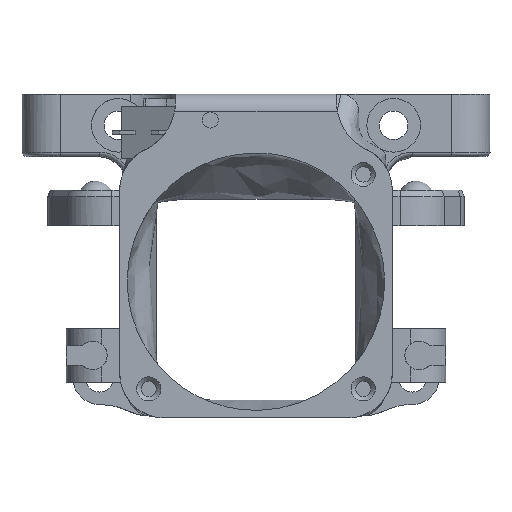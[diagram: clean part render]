
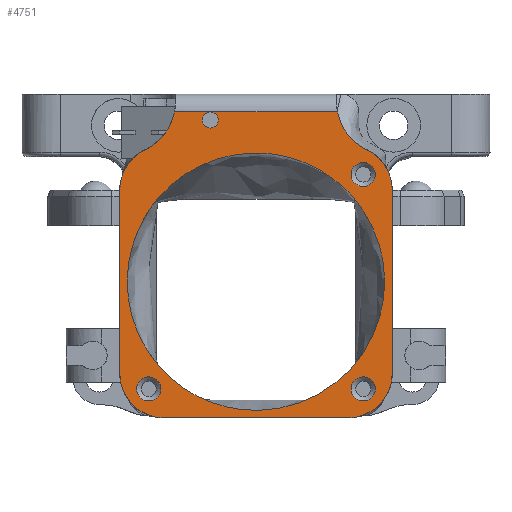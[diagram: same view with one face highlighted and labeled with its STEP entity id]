
A CAD part, front view. The second image highlights one B-rep face of the part: STEP entity #4751.
In plain terms, the highlighted planar face has unit normal (0, -1, 0).
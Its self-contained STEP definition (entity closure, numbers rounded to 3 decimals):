
#155=B_SPLINE_CURVE_WITH_KNOTS('',3,(#9343,#9344,#9345,#9346,#9347,#9348,
#9349,#9350),.UNSPECIFIED.,.F.,.F.,(4,1,2,1,4),(-1.,-0.7,
-0.5,-0.2,0.),.UNSPECIFIED.);
#157=B_SPLINE_CURVE_WITH_KNOTS('',3,(#9484,#9485,#9486,#9487,#9488,#9489,
#9490,#9491,#9492,#9493,#9494,#9495,#9496,#9497,#9498,#9499,#9500,#9501),
 .UNSPECIFIED.,.F.,.F.,(4,2,2,2,2,2,2,2,4),(-1.,-0.832,-0.72,
-0.584,-0.5,-0.416,-0.28,
-0.168,0.),.UNSPECIFIED.);
#328=FACE_BOUND('',#1817,.T.);
#329=FACE_BOUND('',#1818,.T.);
#330=FACE_BOUND('',#1819,.T.);
#331=FACE_BOUND('',#1820,.T.);
#332=FACE_BOUND('',#1821,.T.);
#428=LINE('',#6580,#808);
#555=LINE('',#8328,#935);
#576=LINE('',#8411,#956);
#593=LINE('',#8724,#973);
#808=VECTOR('',#5390,10.);
#935=VECTOR('',#5747,10.);
#956=VECTOR('',#5796,10.);
#973=VECTOR('',#5841,10.);
#1231=PLANE('',#5163);
#1512=FACE_OUTER_BOUND('',#1816,.T.);
#1816=EDGE_LOOP('',(#4460,#4461,#4462,#4463,#4464,#4465,#4466,#4467,#4468,
#4469));
#1817=EDGE_LOOP('',(#4470));
#1818=EDGE_LOOP('',(#4471));
#1819=EDGE_LOOP('',(#4472));
#1820=EDGE_LOOP('',(#4473,#4474));
#1821=EDGE_LOOP('',(#4475));
#1849=CIRCLE('',#4849,6.);
#1874=CIRCLE('',#4909,6.);
#1877=CIRCLE('',#4913,5.);
#1878=CIRCLE('',#4915,5.);
#1882=CIRCLE('',#4920,5.);
#1908=CIRCLE('',#4972,5.);
#1933=CIRCLE('',#5017,1.35);
#1936=CIRCLE('',#5023,1.35);
#1939=CIRCLE('',#5029,1.35);
#1985=CIRCLE('',#5148,0.9);
#2065=VERTEX_POINT('',#6572);
#2066=VERTEX_POINT('',#6579);
#2092=VERTEX_POINT('',#7002);
#2150=VERTEX_POINT('',#7293);
#2154=VERTEX_POINT('',#7303);
#2158=VERTEX_POINT('',#7611);
#2164=VERTEX_POINT('',#7624);
#2165=VERTEX_POINT('',#7626);
#2246=VERTEX_POINT('',#8326);
#2282=VERTEX_POINT('',#8569);
#2341=VERTEX_POINT('',#9334);
#2342=VERTEX_POINT('',#9342);
#2344=VERTEX_POINT('',#9507);
#2347=VERTEX_POINT('',#9518);
#2350=VERTEX_POINT('',#9529);
#2438=VERTEX_POINT('',#11558);
#2550=EDGE_CURVE('',#2065,#2066,#428,.T.);
#2579=EDGE_CURVE('',#2066,#2092,#1849,.T.);
#2666=EDGE_CURVE('',#2065,#2150,#1874,.F.);
#2671=EDGE_CURVE('',#2154,#2150,#1877,.T.);
#2677=EDGE_CURVE('',#2092,#2158,#1878,.T.);
#2684=EDGE_CURVE('',#2164,#2165,#1882,.T.);
#2782=EDGE_CURVE('',#2154,#2246,#555,.T.);
#2814=EDGE_CURVE('',#2164,#2158,#576,.T.);
#2831=EDGE_CURVE('',#2282,#2246,#1908,.T.);
#2850=EDGE_CURVE('',#2282,#2165,#593,.T.);
#2921=EDGE_CURVE('',#2342,#2341,#155,.T.);
#2923=EDGE_CURVE('',#2341,#2342,#157,.T.);
#2925=EDGE_CURVE('',#2344,#2344,#1933,.T.);
#2930=EDGE_CURVE('',#2347,#2347,#1936,.T.);
#2935=EDGE_CURVE('',#2350,#2350,#1939,.T.);
#3111=EDGE_CURVE('',#2438,#2438,#1985,.T.);
#4460=ORIENTED_EDGE('',*,*,#2550,.F.);
#4461=ORIENTED_EDGE('',*,*,#2666,.T.);
#4462=ORIENTED_EDGE('',*,*,#2671,.F.);
#4463=ORIENTED_EDGE('',*,*,#2782,.T.);
#4464=ORIENTED_EDGE('',*,*,#2831,.F.);
#4465=ORIENTED_EDGE('',*,*,#2850,.T.);
#4466=ORIENTED_EDGE('',*,*,#2684,.F.);
#4467=ORIENTED_EDGE('',*,*,#2814,.T.);
#4468=ORIENTED_EDGE('',*,*,#2677,.F.);
#4469=ORIENTED_EDGE('',*,*,#2579,.F.);
#4470=ORIENTED_EDGE('',*,*,#2935,.T.);
#4471=ORIENTED_EDGE('',*,*,#2930,.T.);
#4472=ORIENTED_EDGE('',*,*,#2925,.T.);
#4473=ORIENTED_EDGE('',*,*,#2923,.T.);
#4474=ORIENTED_EDGE('',*,*,#2921,.T.);
#4475=ORIENTED_EDGE('',*,*,#3111,.T.);
#4751=ADVANCED_FACE('',(#1512,#328,#329,#330,#331,#332),#1231,.F.);
#4849=AXIS2_PLACEMENT_3D('',#7003,#5429,#5430);
#4909=AXIS2_PLACEMENT_3D('',#7295,#5598,#5599);
#4913=AXIS2_PLACEMENT_3D('',#7305,#5608,#5609);
#4915=AXIS2_PLACEMENT_3D('',#7612,#5613,#5614);
#4920=AXIS2_PLACEMENT_3D('',#7627,#5626,#5627);
#4972=AXIS2_PLACEMENT_3D('',#8571,#5815,#5816);
#5017=AXIS2_PLACEMENT_3D('',#9508,#5934,#5935);
#5023=AXIS2_PLACEMENT_3D('',#9519,#5948,#5949);
#5029=AXIS2_PLACEMENT_3D('',#9530,#5962,#5963);
#5148=AXIS2_PLACEMENT_3D('',#11559,#6287,#6288);
#5163=AXIS2_PLACEMENT_3D('',#11586,#6326,#6327);
#5390=DIRECTION('',(1.,0.,0.));
#5429=DIRECTION('center_axis',(0.,-1.,0.));
#5430=DIRECTION('ref_axis',(1.,0.,0.));
#5598=DIRECTION('center_axis',(0.,-1.,0.));
#5599=DIRECTION('ref_axis',(-1.,0.,0.));
#5608=DIRECTION('center_axis',(0.,1.,0.));
#5609=DIRECTION('ref_axis',(0.,0.,1.));
#5613=DIRECTION('center_axis',(0.,1.,0.));
#5614=DIRECTION('ref_axis',(1.,0.,0.));
#5626=DIRECTION('center_axis',(0.,1.,0.));
#5627=DIRECTION('ref_axis',(0.,0.,-1.));
#5747=DIRECTION('',(0.,0.,-1.));
#5796=DIRECTION('',(0.,0.,1.));
#5815=DIRECTION('center_axis',(0.,1.,0.));
#5816=DIRECTION('ref_axis',(-1.,0.,0.));
#5841=DIRECTION('',(1.,0.,0.));
#5934=DIRECTION('center_axis',(0.,1.,0.));
#5935=DIRECTION('ref_axis',(1.,0.,0.));
#5948=DIRECTION('center_axis',(0.,1.,0.));
#5949=DIRECTION('ref_axis',(1.,0.,0.));
#5962=DIRECTION('center_axis',(0.,1.,0.));
#5963=DIRECTION('ref_axis',(1.,0.,0.));
#6287=DIRECTION('center_axis',(0.,1.,0.));
#6288=DIRECTION('ref_axis',(1.,0.,0.));
#6326=DIRECTION('center_axis',(0.,1.,0.));
#6327=DIRECTION('ref_axis',(0.,0.,1.));
#6572=CARTESIAN_POINT('',(117.584,115.5,120.103));
#6579=CARTESIAN_POINT('',(135.815,115.5,120.103));
#6580=CARTESIAN_POINT('',(126.699,115.5,120.103));
#7002=CARTESIAN_POINT('',(139.109,115.5,115.863));
#7003=CARTESIAN_POINT('Origin',(141.699,115.5,121.275));
#7293=CARTESIAN_POINT('',(114.29,115.5,115.863));
#7295=CARTESIAN_POINT('Origin',(111.699,115.5,121.275));
#7303=CARTESIAN_POINT('',(111.449,115.5,111.353));
#7305=CARTESIAN_POINT('Origin',(116.449,115.5,111.353));
#7611=CARTESIAN_POINT('',(141.949,115.5,111.353));
#7612=CARTESIAN_POINT('Origin',(136.949,115.5,111.353));
#7624=CARTESIAN_POINT('',(141.949,115.5,90.853));
#7626=CARTESIAN_POINT('',(136.949,115.5,85.853));
#7627=CARTESIAN_POINT('Origin',(136.949,115.5,90.853));
#8326=CARTESIAN_POINT('',(111.449,115.5,90.853));
#8328=CARTESIAN_POINT('',(111.449,115.5,111.353));
#8411=CARTESIAN_POINT('',(141.949,115.5,90.853));
#8569=CARTESIAN_POINT('',(116.449,115.5,85.853));
#8571=CARTESIAN_POINT('Origin',(116.449,115.5,90.853));
#8724=CARTESIAN_POINT('',(116.449,115.5,85.853));
#9334=CARTESIAN_POINT('',(137.599,115.5,110.514));
#9342=CARTESIAN_POINT('',(115.8,115.5,110.514));
#9343=CARTESIAN_POINT('Ctrl Pts',(115.8,115.5,110.514));
#9344=CARTESIAN_POINT('Ctrl Pts',(117.416,115.5,112.385));
#9345=CARTESIAN_POINT('Ctrl Pts',(120.93,115.5,114.79));
#9346=CARTESIAN_POINT('Ctrl Pts',(125.053,115.5,115.502));
#9347=CARTESIAN_POINT('Ctrl Pts',(129.173,115.5,115.506));
#9348=CARTESIAN_POINT('Ctrl Pts',(133.288,115.5,114.416));
#9349=CARTESIAN_POINT('Ctrl Pts',(136.521,115.5,111.762));
#9350=CARTESIAN_POINT('Ctrl Pts',(137.599,115.5,110.514));
#9484=CARTESIAN_POINT('Ctrl Pts',(137.599,115.5,110.514));
#9485=CARTESIAN_POINT('Ctrl Pts',(139.833,115.5,107.926));
#9486=CARTESIAN_POINT('Ctrl Pts',(141.104,115.5,104.524));
#9487=CARTESIAN_POINT('Ctrl Pts',(141.099,115.5,98.819));
#9488=CARTESIAN_POINT('Ctrl Pts',(140.527,115.5,96.347));
#9489=CARTESIAN_POINT('Ctrl Pts',(137.795,115.5,91.4));
#9490=CARTESIAN_POINT('Ctrl Pts',(135.3,115.5,89.106));
#9491=CARTESIAN_POINT('Ctrl Pts',(130.549,115.5,87.09));
#9492=CARTESIAN_POINT('Ctrl Pts',(128.601,115.5,86.701));
#9493=CARTESIAN_POINT('Ctrl Pts',(124.798,115.5,86.701));
#9494=CARTESIAN_POINT('Ctrl Pts',(122.85,115.5,87.09));
#9495=CARTESIAN_POINT('Ctrl Pts',(118.099,115.5,89.106));
#9496=CARTESIAN_POINT('Ctrl Pts',(115.604,115.5,91.4));
#9497=CARTESIAN_POINT('Ctrl Pts',(112.872,115.5,96.347));
#9498=CARTESIAN_POINT('Ctrl Pts',(112.3,115.5,98.819));
#9499=CARTESIAN_POINT('Ctrl Pts',(112.295,115.5,104.524));
#9500=CARTESIAN_POINT('Ctrl Pts',(113.566,115.5,107.926));
#9501=CARTESIAN_POINT('Ctrl Pts',(115.8,115.5,110.514));
#9507=CARTESIAN_POINT('',(113.349,115.5,89.103));
#9508=CARTESIAN_POINT('Origin',(114.699,115.5,89.103));
#9518=CARTESIAN_POINT('',(137.349,115.5,89.103));
#9519=CARTESIAN_POINT('Origin',(138.699,115.5,89.103));
#9529=CARTESIAN_POINT('',(137.349,115.5,113.103));
#9530=CARTESIAN_POINT('Origin',(138.699,115.5,113.103));
#11558=CARTESIAN_POINT('',(120.671,115.5,119.199));
#11559=CARTESIAN_POINT('Origin',(121.571,115.5,119.199));
#11586=CARTESIAN_POINT('Origin',(126.699,115.5,101.103));
